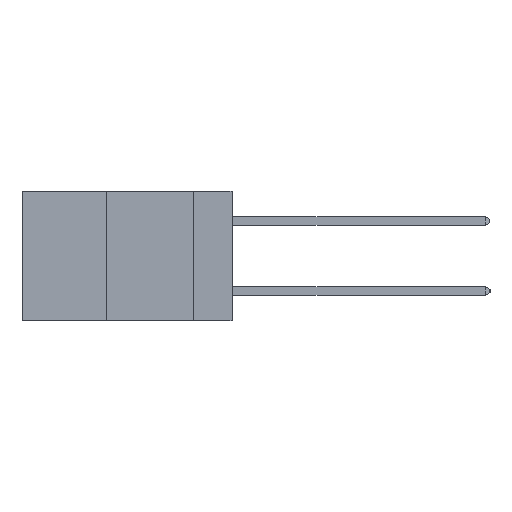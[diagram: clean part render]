
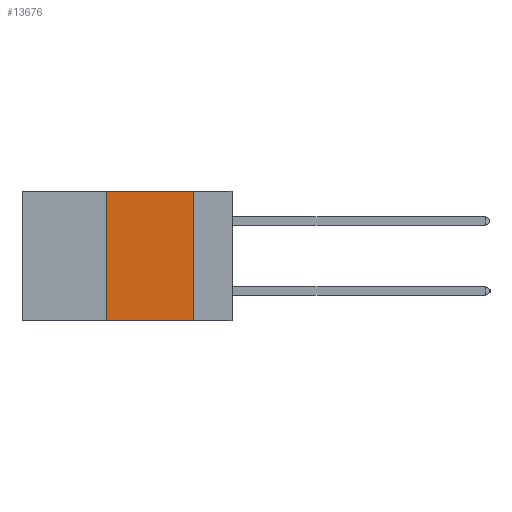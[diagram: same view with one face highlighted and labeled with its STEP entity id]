
A CAD part, left-side view. The second image highlights one B-rep face of the part: STEP entity #13676.
In plain terms, the highlighted planar face has unit normal (-1, 0, 0).
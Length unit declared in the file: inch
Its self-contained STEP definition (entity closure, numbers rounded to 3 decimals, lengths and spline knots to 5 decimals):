
#438 = CARTESIAN_POINT ( 'NONE',  ( 0., 0.11, -0.37 ) ) ;
#700 = CARTESIAN_POINT ( 'NONE',  ( 0., 0.36, 0. ) ) ;
#1142 = DIRECTION ( 'NONE',  ( 0., -1., 0. ) ) ;
#1871 = DIRECTION ( 'NONE',  ( 0., 0., 1. ) ) ;
#2491 = VERTEX_POINT ( 'NONE', #4744 ) ;
#2539 = EDGE_CURVE ( 'NONE', #2491, #3345, #12777, .T. ) ;
#2591 = PLANE ( 'NONE',  #7785 ) ;
#3120 = ORIENTED_EDGE ( 'NONE', *, *, #7962, .T. ) ;
#3254 = ORIENTED_EDGE ( 'NONE', *, *, #8934, .F. ) ;
#3345 = VERTEX_POINT ( 'NONE', #12211 ) ;
#3741 = DIRECTION ( 'NONE',  ( 0., 0., -1. ) ) ;
#4256 = DIRECTION ( 'NONE',  ( 0., -1., 0. ) ) ;
#4727 = LINE ( 'NONE', #8394, #5250 ) ;
#4744 = CARTESIAN_POINT ( 'NONE',  ( 0., 0.36, 0. ) ) ;
#4922 = CARTESIAN_POINT ( 'NONE',  ( 0., 0.6, 0. ) ) ;
#5250 = VECTOR ( 'NONE', #11928, 39.37008 ) ;
#5969 = VECTOR ( 'NONE', #1871, 39.37008 ) ;
#6828 = VECTOR ( 'NONE', #1142, 39.37008 ) ;
#6868 = ORIENTED_EDGE ( 'NONE', *, *, #8211, .F. ) ;
#7567 = LINE ( 'NONE', #700, #5969 ) ;
#7785 = AXIS2_PLACEMENT_3D ( 'NONE', #4922, #8212, #3741 ) ;
#7962 = EDGE_CURVE ( 'NONE', #12597, #10186, #12959, .T. ) ;
#8090 = CARTESIAN_POINT ( 'NONE',  ( 0., 0.36, -0.37 ) ) ;
#8211 = EDGE_CURVE ( 'NONE', #3345, #10186, #4727, .T. ) ;
#8212 = DIRECTION ( 'NONE',  ( 1., 0., 0. ) ) ;
#8354 = ORIENTED_EDGE ( 'NONE', *, *, #2539, .F. ) ;
#8394 = CARTESIAN_POINT ( 'NONE',  ( 0., 0.11, 0. ) ) ;
#8934 = EDGE_CURVE ( 'NONE', #12597, #2491, #7567, .T. ) ;
#9651 = EDGE_LOOP ( 'NONE', ( #6868, #8354, #3254, #3120 ) ) ;
#10186 = VERTEX_POINT ( 'NONE', #438 ) ;
#10247 = VECTOR ( 'NONE', #4256, 39.37008 ) ;
#11928 = DIRECTION ( 'NONE',  ( 0., 0., -1. ) ) ;
#12170 = CARTESIAN_POINT ( 'NONE',  ( 0., 0.6, 0. ) ) ;
#12211 = CARTESIAN_POINT ( 'NONE',  ( 0., 0.11, 0. ) ) ;
#12597 = VERTEX_POINT ( 'NONE', #8090 ) ;
#12687 = CARTESIAN_POINT ( 'NONE',  ( 0., 0.6, -0.37 ) ) ;
#12777 = LINE ( 'NONE', #12170, #10247 ) ;
#12959 = LINE ( 'NONE', #12687, #6828 ) ;
#13676 = ADVANCED_FACE ( 'NONE', ( #14359 ), #2591, .F. ) ;
#14359 = FACE_OUTER_BOUND ( 'NONE', #9651, .T. ) ;
